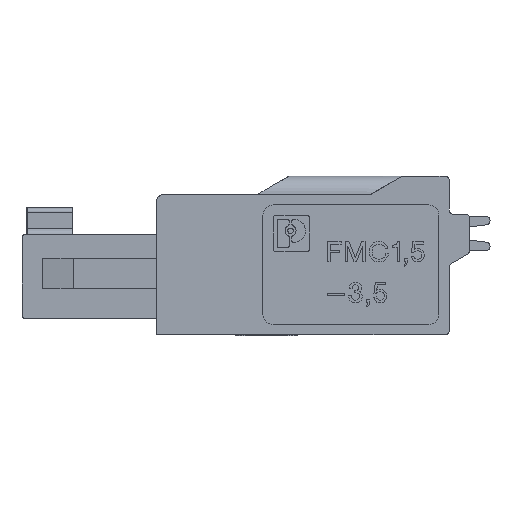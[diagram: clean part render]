
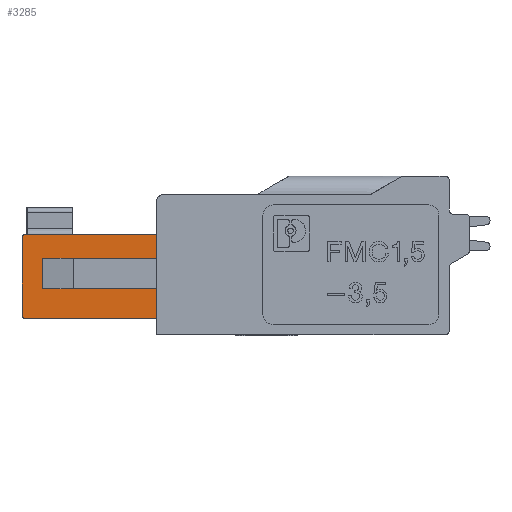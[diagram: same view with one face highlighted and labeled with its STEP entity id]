
A CAD part, left-side view. The second image highlights one B-rep face of the part: STEP entity #3285.
In plain terms, the highlighted planar face has unit normal (-1, 0.011, 0).
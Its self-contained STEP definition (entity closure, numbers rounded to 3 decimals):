
#3285=ADVANCED_FACE('',(#8253),#8254,.F.);
#4057=EDGE_CURVE('',#9425,#9421,#9428,.F.);
#4191=EDGE_CURVE('',#9648,#9651,#9652,.F.);
#4291=EDGE_CURVE('',#9805,#9808,#9809,.F.);
#4299=EDGE_CURVE('',#9817,#9820,#9821,.F.);
#4387=EDGE_CURVE('',#9805,#9421,#9938,.T.);
#4391=EDGE_CURVE('',#9943,#9944,#9945,.F.);
#4511=EDGE_CURVE('',#9820,#9648,#10107,.F.);
#4555=EDGE_CURVE('',#9651,#9425,#10159,.F.);
#4561=EDGE_CURVE('',#9943,#9817,#10166,.T.);
#4563=EDGE_CURVE('',#9944,#9808,#10168,.T.);
#8253=FACE_OUTER_BOUND('',#14523,.T.);
#8254=PLANE('',#14524);
#9421=VERTEX_POINT('',#16835);
#9425=VERTEX_POINT('',#16841);
#9428=ELLIPSE('',#16846,0.15,0.15);
#9648=VERTEX_POINT('',#17163);
#9651=VERTEX_POINT('',#17168);
#9652=ELLIPSE('',#17169,0.15,0.15);
#9805=VERTEX_POINT('',#17406);
#9808=VERTEX_POINT('',#17411);
#9809=LINE('',#17412,#17413);
#9817=VERTEX_POINT('',#17426);
#9820=VERTEX_POINT('',#17431);
#9821=LINE('',#17432,#17433);
#9938=LINE('',#17626,#17627);
#9943=VERTEX_POINT('',#17635);
#9944=VERTEX_POINT('',#17636);
#9945=LINE('',#17637,#17638);
#10107=LINE('',#17921,#17922);
#10159=LINE('',#18011,#18012);
#10166=LINE('',#18022,#18023);
#10168=LINE('',#18026,#18027);
#14523=EDGE_LOOP('',(#27856,#27857,#27858,#27859,#27860,#27861,#27862,#27863,#27864,#27865));
#14524=AXIS2_PLACEMENT_3D('',#27866,#27867,#27868);
#16835=CARTESIAN_POINT('',(0.748,20.75,4.7));
#16841=CARTESIAN_POINT('',(0.75,20.9,4.55));
#16846=AXIS2_PLACEMENT_3D('',#31557,#31558,#31559);
#17163=CARTESIAN_POINT('',(0.748,20.75,0.6));
#17168=CARTESIAN_POINT('',(0.75,20.9,0.75));
#17169=AXIS2_PLACEMENT_3D('',#31720,#31721,#31722);
#17406=CARTESIAN_POINT('',(0.675,14.3,4.7));
#17411=CARTESIAN_POINT('',(0.675,14.3,3.55));
#17412=CARTESIAN_POINT('',(0.675,14.3,5.658));
#17413=VECTOR('',#31808,1.0);
#17426=CARTESIAN_POINT('',(0.675,14.3,2.05));
#17431=CARTESIAN_POINT('',(0.675,14.3,0.6));
#17432=CARTESIAN_POINT('',(0.675,14.3,5.658));
#17433=VECTOR('',#31812,1.0);
#17626=CARTESIAN_POINT('',(0.751,20.994,4.7));
#17627=VECTOR('',#31878,1.0);
#17635=CARTESIAN_POINT('',(0.739,19.9,2.05));
#17636=CARTESIAN_POINT('',(0.739,19.9,3.55));
#17637=CARTESIAN_POINT('',(0.739,19.9,4.195));
#17638=VECTOR('',#31880,1.0);
#17921=CARTESIAN_POINT('',(0.713,17.605,0.6));
#17922=VECTOR('',#31959,1.0);
#18011=CARTESIAN_POINT('',(0.75,20.9,2.729));
#18012=VECTOR('',#31996,1.0);
#18022=CARTESIAN_POINT('',(0.713,17.613,2.05));
#18023=VECTOR('',#32003,1.0);
#18026=CARTESIAN_POINT('',(0.713,17.613,3.55));
#18027=VECTOR('',#32004,1.0);
#27856=ORIENTED_EDGE('',*,*,#4299,.F.);
#27857=ORIENTED_EDGE('',*,*,#4561,.F.);
#27858=ORIENTED_EDGE('',*,*,#4391,.T.);
#27859=ORIENTED_EDGE('',*,*,#4563,.T.);
#27860=ORIENTED_EDGE('',*,*,#4291,.F.);
#27861=ORIENTED_EDGE('',*,*,#4387,.T.);
#27862=ORIENTED_EDGE('',*,*,#4057,.F.);
#27863=ORIENTED_EDGE('',*,*,#4555,.F.);
#27864=ORIENTED_EDGE('',*,*,#4191,.F.);
#27865=ORIENTED_EDGE('',*,*,#4511,.F.);
#27866=CARTESIAN_POINT('',(0.752,21.065,4.803));
#27867=DIRECTION('',(1.,-0.011,0.));
#27868=DIRECTION('',(0.0,0.,-1.0));
#31557=CARTESIAN_POINT('',(0.748,20.75,4.55));
#31558=DIRECTION('',(-1.,0.011,0.));
#31559=DIRECTION('',(0.011,1.,0.));
#31720=CARTESIAN_POINT('',(0.748,20.75,0.75));
#31721=DIRECTION('',(-1.,0.011,0.));
#31722=DIRECTION('',(0.011,1.,0.));
#31808=DIRECTION('',(0.,0.0,1.0));
#31812=DIRECTION('',(0.,0.0,1.0));
#31878=DIRECTION('',(0.011,1.,0.0));
#31880=DIRECTION('',(0.,0.,-1.0));
#31959=DIRECTION('',(-0.011,-1.,0.));
#31996=DIRECTION('',(0.,0.0,-1.0));
#32003=DIRECTION('',(-0.011,-1.,0.));
#32004=DIRECTION('',(-0.011,-1.,0.));
